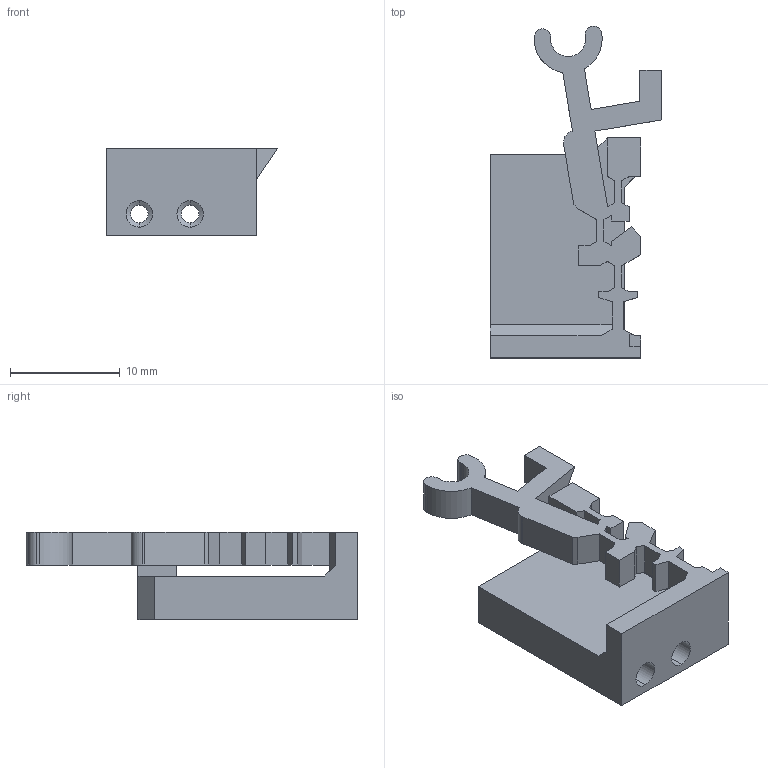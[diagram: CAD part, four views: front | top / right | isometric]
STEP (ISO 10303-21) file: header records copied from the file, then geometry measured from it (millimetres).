
FILE_DESCRIPTION (( 'STEP AP214' ), '1' );
FILE_NAME ('switch.STEP', '2025-10-18T19:13:49', ( '' ), ( '' ), 'SwSTEP 2.0', 'SolidWorks 2025', '' );
FILE_SCHEMA (( 'AUTOMOTIVE_DESIGN' ));
Length unit declared in the file: millimetre
Products named in the file (1): switch
Bounding box: 15.58 x 30.17 x 8 mm (x, y, z)
Volume: 1205.7 mm3; surface area: 1658.4 mm2
Topology: 1 solids, 1 shells, 96 faces, 274 edges, 178 vertices
Faces by surface type: plane 73, cylinder 19, cone 4
Entity records: 3119 total; most frequent: CARTESIAN_POINT 549, ORIENTED_EDGE 548, DIRECTION 506, EDGE_CURVE 274, VECTOR 236, LINE 236, VERTEX_POINT 178, AXIS2_PLACEMENT_3D 135
